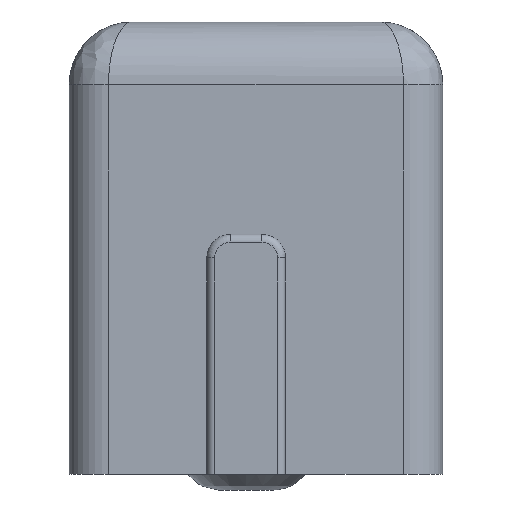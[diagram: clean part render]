
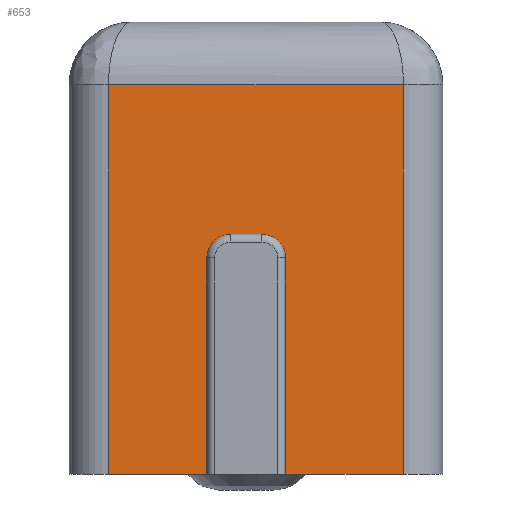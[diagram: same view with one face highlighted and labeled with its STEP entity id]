
A CAD part, front view. The second image highlights one B-rep face of the part: STEP entity #653.
In plain terms, the highlighted planar face has unit normal (0, -1, 0).
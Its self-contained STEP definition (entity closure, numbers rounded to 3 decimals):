
#22=PLANE('',#718);
#37=LINE('',#1142,#91);
#47=LINE('',#1160,#101);
#48=LINE('',#1164,#102);
#49=LINE('',#1166,#103);
#50=LINE('',#1168,#104);
#51=LINE('',#1172,#105);
#52=LINE('',#1176,#106);
#53=LINE('',#1177,#107);
#91=VECTOR('',#808,10.);
#101=VECTOR('',#828,10.);
#102=VECTOR('',#833,10.);
#103=VECTOR('',#834,10.);
#104=VECTOR('',#835,10.);
#105=VECTOR('',#838,10.);
#106=VECTOR('',#841,10.);
#107=VECTOR('',#842,10.);
#172=FACE_OUTER_BOUND('',#214,.T.);
#214=EDGE_LOOP('',(#481,#482,#483,#484,#485,#486,#487,#488,#489,#490));
#260=CIRCLE('',#719,0.3);
#261=CIRCLE('',#720,0.3);
#290=VERTEX_POINT('',#1026);
#300=VERTEX_POINT('',#1135);
#304=VERTEX_POINT('',#1159);
#305=VERTEX_POINT('',#1163);
#306=VERTEX_POINT('',#1165);
#307=VERTEX_POINT('',#1167);
#308=VERTEX_POINT('',#1169);
#309=VERTEX_POINT('',#1171);
#310=VERTEX_POINT('',#1173);
#311=VERTEX_POINT('',#1175);
#361=EDGE_CURVE('',#300,#290,#37,.T.);
#371=EDGE_CURVE('',#304,#290,#47,.T.);
#373=EDGE_CURVE('',#305,#300,#48,.T.);
#374=EDGE_CURVE('',#306,#305,#49,.F.);
#375=EDGE_CURVE('',#306,#307,#50,.T.);
#376=EDGE_CURVE('',#308,#307,#260,.F.);
#377=EDGE_CURVE('',#308,#309,#51,.T.);
#378=EDGE_CURVE('',#310,#309,#261,.F.);
#379=EDGE_CURVE('',#310,#311,#52,.T.);
#380=EDGE_CURVE('',#304,#311,#53,.F.);
#481=ORIENTED_EDGE('',*,*,#361,.F.);
#482=ORIENTED_EDGE('',*,*,#373,.F.);
#483=ORIENTED_EDGE('',*,*,#374,.F.);
#484=ORIENTED_EDGE('',*,*,#375,.T.);
#485=ORIENTED_EDGE('',*,*,#376,.F.);
#486=ORIENTED_EDGE('',*,*,#377,.T.);
#487=ORIENTED_EDGE('',*,*,#378,.F.);
#488=ORIENTED_EDGE('',*,*,#379,.T.);
#489=ORIENTED_EDGE('',*,*,#380,.F.);
#490=ORIENTED_EDGE('',*,*,#371,.T.);
#653=ADVANCED_FACE('',(#172),#22,.T.);
#718=AXIS2_PLACEMENT_3D('',#1162,#831,#832);
#719=AXIS2_PLACEMENT_3D('',#1170,#836,#837);
#720=AXIS2_PLACEMENT_3D('',#1174,#839,#840);
#808=DIRECTION('',(1.,0.,0.));
#828=DIRECTION('',(0.,0.,1.));
#831=DIRECTION('center_axis',(0.,-1.,0.));
#832=DIRECTION('ref_axis',(1.,0.,0.));
#833=DIRECTION('',(0.,0.,1.));
#834=DIRECTION('',(1.,0.,0.));
#835=DIRECTION('',(0.,0.,1.));
#836=DIRECTION('center_axis',(0.,1.,0.));
#837=DIRECTION('ref_axis',(-0.707,0.,0.707));
#838=DIRECTION('',(1.,0.,0.));
#839=DIRECTION('center_axis',(0.,1.,0.));
#840=DIRECTION('ref_axis',(0.707,0.,0.707));
#841=DIRECTION('',(0.,0.,-1.));
#842=DIRECTION('',(1.,0.,0.));
#1026=CARTESIAN_POINT('',(-7.431,9.692,6.875));
#1135=CARTESIAN_POINT('',(-11.181,9.692,6.875));
#1142=CARTESIAN_POINT('',(-10.431,9.692,6.875));
#1159=CARTESIAN_POINT('',(-7.431,9.692,1.925));
#1160=CARTESIAN_POINT('',(-7.431,9.692,1.575));
#1162=CARTESIAN_POINT('Origin',(-11.431,9.692,1.575));
#1163=CARTESIAN_POINT('',(-11.181,9.692,1.925));
#1164=CARTESIAN_POINT('',(-11.181,9.692,1.575));
#1165=CARTESIAN_POINT('',(-9.931,9.692,1.925));
#1166=CARTESIAN_POINT('',(-10.431,9.692,1.925));
#1167=CARTESIAN_POINT('',(-9.931,9.692,4.675));
#1168=CARTESIAN_POINT('',(-9.931,9.692,1.575));
#1169=CARTESIAN_POINT('',(-9.631,9.692,4.975));
#1170=CARTESIAN_POINT('Origin',(-9.631,9.692,4.675));
#1171=CARTESIAN_POINT('',(-9.231,9.692,4.975));
#1172=CARTESIAN_POINT('',(-10.431,9.692,4.975));
#1173=CARTESIAN_POINT('',(-8.931,9.692,4.675));
#1174=CARTESIAN_POINT('Origin',(-9.231,9.692,4.675));
#1175=CARTESIAN_POINT('',(-8.931,9.692,1.925));
#1176=CARTESIAN_POINT('',(-8.931,9.692,1.575));
#1177=CARTESIAN_POINT('',(-10.431,9.692,1.925));
